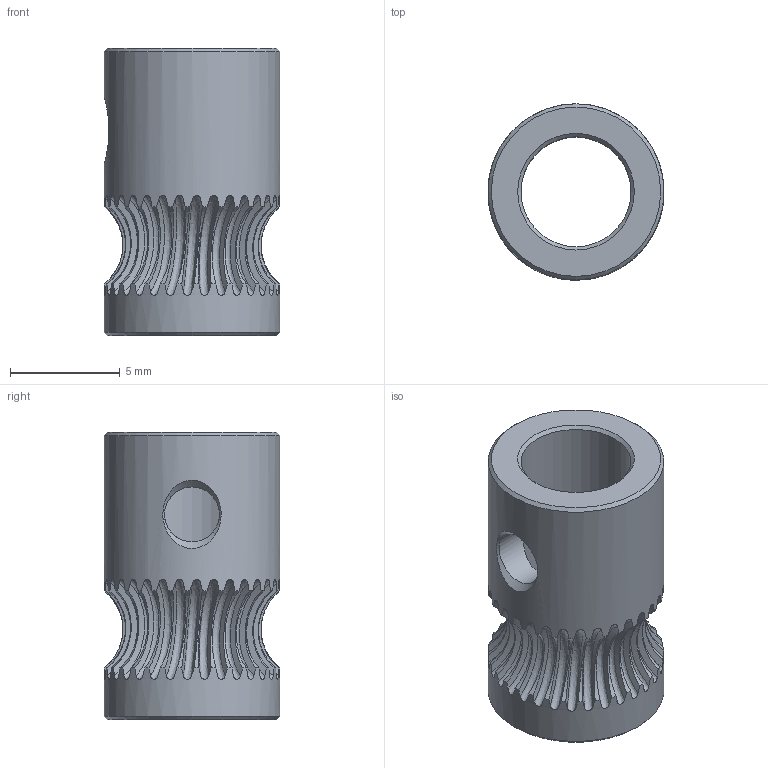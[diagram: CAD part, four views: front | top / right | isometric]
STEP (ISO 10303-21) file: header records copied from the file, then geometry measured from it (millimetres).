
FILE_DESCRIPTION(/* description */ (''),/* implementation_level */ '2;1');
FILE_NAME(/* name */ 'ID140-Pulley = nerez-A1.stp',/* time_stamp */ '2023-04-18T15:01:45+02:00',/* author */ ('Robert Turinský'),/* organization */ (''),/* preprocessor_version */ 'ST-DEVELOPER v19',/* originating_system */ 'Autodesk Inventor 2023',/* authorisation */ '');
FILE_SCHEMA (('AUTOMOTIVE_DESIGN { 1 0 10303 214 3 1 1 }'));
Length unit declared in the file: millimetre
Products named in the file (1): ID140-Pulley = nerez
Bounding box: 8 x 8 x 13.06 mm (x, y, z)
Volume: 318.2 mm3; surface area: 672.7 mm2
Topology: 1 solids, 1 shells, 139 faces, 412 edges, 275 vertices
Faces by surface type: bspline 96, torus 32, cone 5, cylinder 4, plane 2
Full cylindrical faces by diameter (mm): 2.5 x1, 5 x1, 8 x2
Entity records: 14961 total; most frequent: CARTESIAN_POINT 12046, ORIENTED_EDGE 824, EDGE_CURVE 412, B_SPLINE_CURVE_WITH_KNOTS 326, VERTEX_POINT 275, DIRECTION 251, EDGE_LOOP 143, FACE_OUTER_BOUND 139
